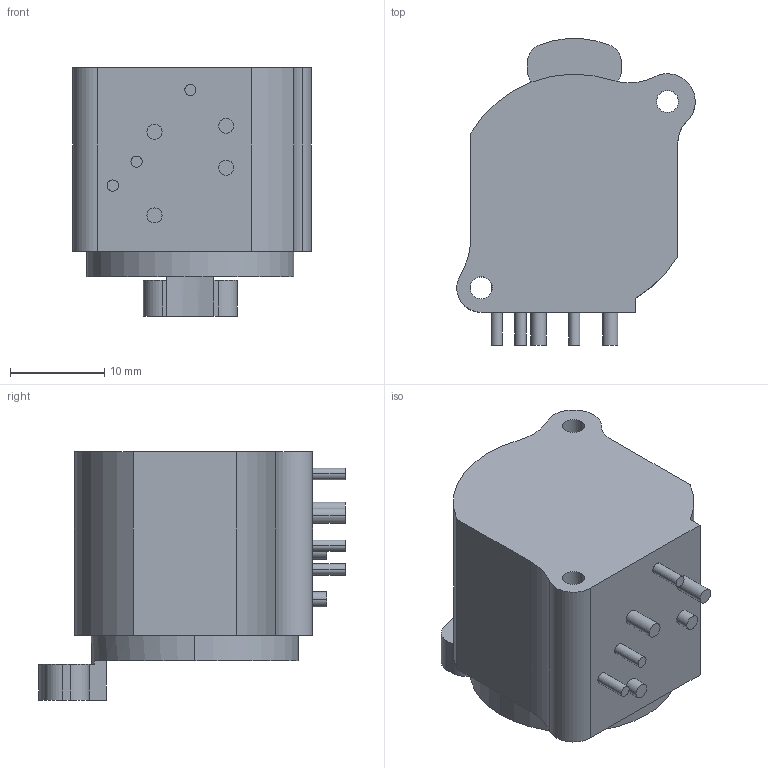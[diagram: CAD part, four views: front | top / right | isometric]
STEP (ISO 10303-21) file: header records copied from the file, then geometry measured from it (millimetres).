
FILE_DESCRIPTION((''),'2;1');
FILE_NAME('D-NC3FAH2-S','2020-02-25T09:01:51',('bej'),(''),'CREO PARAMETRIC BY PTC INC, 2019080','CREO PARAMETRIC BY PTC INC, 2019080','');
FILE_SCHEMA(('CONFIG_CONTROL_DESIGN'));
Length unit declared in the file: millimetre
Products named in the file (1): D-NC3FAH2-S
Bounding box: 25.35 x 32.62 x 26.4 mm (x, y, z)
Volume: 9938.5 mm3; surface area: 5332 mm2
Topology: 1 solids, 1 shells, 71 faces, 170 edges, 112 vertices
Faces by surface type: cylinder 43, plane 28
Entity records: 2168 total; most frequent: DIRECTION 398, CARTESIAN_POINT 379, ORIENTED_EDGE 340, EDGE_CURVE 170, AXIS2_PLACEMENT_3D 159, VERTEX_POINT 112, CIRCLE 88, EDGE_LOOP 86
